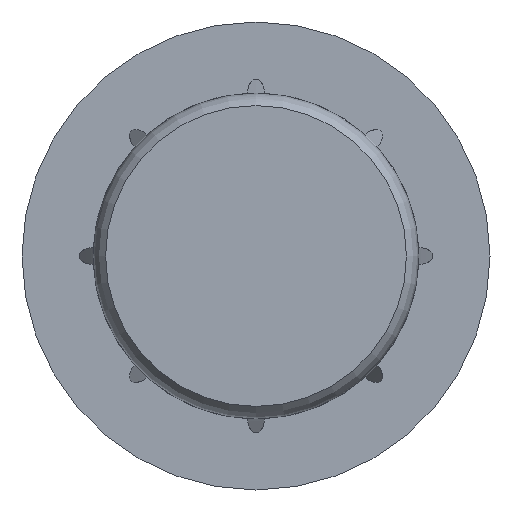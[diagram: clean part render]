
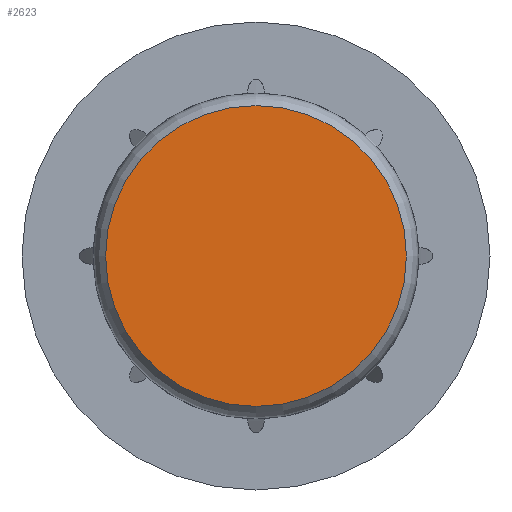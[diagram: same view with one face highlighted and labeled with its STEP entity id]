
A CAD part, front view. The second image highlights one B-rep face of the part: STEP entity #2623.
In plain terms, the highlighted planar face has unit normal (0, -1, 0).
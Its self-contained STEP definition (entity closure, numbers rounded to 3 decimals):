
#2574=CARTESIAN_POINT('',(9.0,0.0,0.));
#2575=VERTEX_POINT('',#2574);
#2576=CARTESIAN_POINT('',(0.0,0.0,0.0));
#2577=DIRECTION('',(0.0,-1.0,0.0));
#2578=DIRECTION('',(-1.0,0.0,0.0));
#2579=AXIS2_PLACEMENT_3D('',#2576,#2577,#2578);
#2580=CIRCLE('',#2579,9.0);
#2581=EDGE_CURVE('',#2575,#2575,#2580,.T.);
#2615=CARTESIAN_POINT('',(0.,0.0,0.));
#2616=DIRECTION('',(0.0,1.0,0.0));
#2617=DIRECTION('',(0.0,0.0,1.0));
#2618=AXIS2_PLACEMENT_3D('',#2615,#2616,#2617);
#2619=PLANE('',#2618);
#2620=ORIENTED_EDGE('',*,*,#2581,.T.);
#2621=EDGE_LOOP('',(#2620));
#2622=FACE_OUTER_BOUND('',#2621,.T.);
#2623=ADVANCED_FACE('',(#2622),#2619,.F.);
